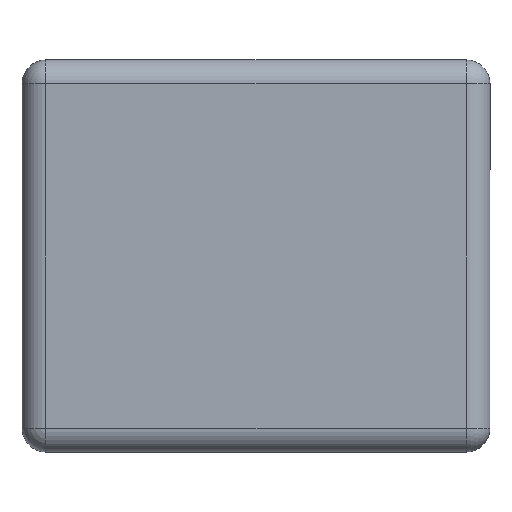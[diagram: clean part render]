
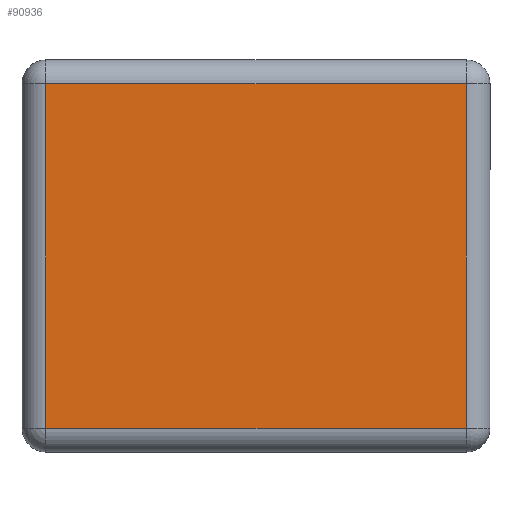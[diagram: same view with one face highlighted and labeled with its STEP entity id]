
A CAD part, front view. The second image highlights one B-rep face of the part: STEP entity #90936.
In plain terms, the highlighted planar face has unit normal (0, -1, 0).
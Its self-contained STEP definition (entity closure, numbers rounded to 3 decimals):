
#568 = ORIENTED_EDGE ( 'NONE', *, *, #149833, .T. ) ;
#7603 = CARTESIAN_POINT ( 'NONE',  ( 702.95, -145.214, 478.492 ) ) ;
#11204 = CARTESIAN_POINT ( 'NONE',  ( 0., -145.214, 0. ) ) ;
#18760 = VERTEX_POINT ( 'NONE', #169967 ) ;
#31336 = DIRECTION ( 'NONE',  ( 0., 0., 1. ) ) ;
#31668 = EDGE_LOOP ( 'NONE', ( #56178, #111084, #568, #35315 ) ) ;
#31852 = VERTEX_POINT ( 'NONE', #7603 ) ;
#32838 = CARTESIAN_POINT ( 'NONE',  ( -702.95, -145.214, 0. ) ) ;
#35315 = ORIENTED_EDGE ( 'NONE', *, *, #174364, .T. ) ;
#41671 = AXIS2_PLACEMENT_3D ( 'NONE', #11204, #142816, #69958 ) ;
#42813 = EDGE_CURVE ( 'NONE', #18760, #84814, #101293, .T. ) ;
#42877 = FACE_OUTER_BOUND ( 'NONE', #31668, .T. ) ;
#46117 = CARTESIAN_POINT ( 'NONE',  ( 0., -145.214, 478.492 ) ) ;
#46352 = VECTOR ( 'NONE', #86354, 1000. ) ;
#50658 = VECTOR ( 'NONE', #31336, 1000. ) ;
#54033 = CARTESIAN_POINT ( 'NONE',  ( -702.95, -145.214, 478.492 ) ) ;
#56178 = ORIENTED_EDGE ( 'NONE', *, *, #42813, .T. ) ;
#69958 = DIRECTION ( 'NONE',  ( 0., 0., -1. ) ) ;
#71159 = VECTOR ( 'NONE', #104011, 1000. ) ;
#79433 = DIRECTION ( 'NONE',  ( 0., 0., -1. ) ) ;
#84814 = VERTEX_POINT ( 'NONE', #125221 ) ;
#86354 = DIRECTION ( 'NONE',  ( 1., 0., 0. ) ) ;
#90936 = ADVANCED_FACE ( 'NONE', ( #42877 ), #98013, .T. ) ;
#92770 = LINE ( 'NONE', #46117, #71159 ) ;
#98013 = PLANE ( 'NONE',  #41671 ) ;
#101293 = LINE ( 'NONE', #154587, #46352 ) ;
#104011 = DIRECTION ( 'NONE',  ( -1., 0., 0. ) ) ;
#111084 = ORIENTED_EDGE ( 'NONE', *, *, #173323, .T. ) ;
#114494 = LINE ( 'NONE', #146251, #50658 ) ;
#125221 = CARTESIAN_POINT ( 'NONE',  ( 702.95, -145.214, -673.567 ) ) ;
#142816 = DIRECTION ( 'NONE',  ( 0., -1., 0. ) ) ;
#146251 = CARTESIAN_POINT ( 'NONE',  ( 702.95, -145.214, 0. ) ) ;
#149833 = EDGE_CURVE ( 'NONE', #31852, #159648, #92770, .T. ) ;
#154587 = CARTESIAN_POINT ( 'NONE',  ( 0., -145.214, -673.567 ) ) ;
#159648 = VERTEX_POINT ( 'NONE', #54033 ) ;
#160798 = LINE ( 'NONE', #32838, #167170 ) ;
#167170 = VECTOR ( 'NONE', #79433, 1000. ) ;
#169967 = CARTESIAN_POINT ( 'NONE',  ( -702.95, -145.214, -673.567 ) ) ;
#173323 = EDGE_CURVE ( 'NONE', #84814, #31852, #114494, .T. ) ;
#174364 = EDGE_CURVE ( 'NONE', #159648, #18760, #160798, .T. ) ;
